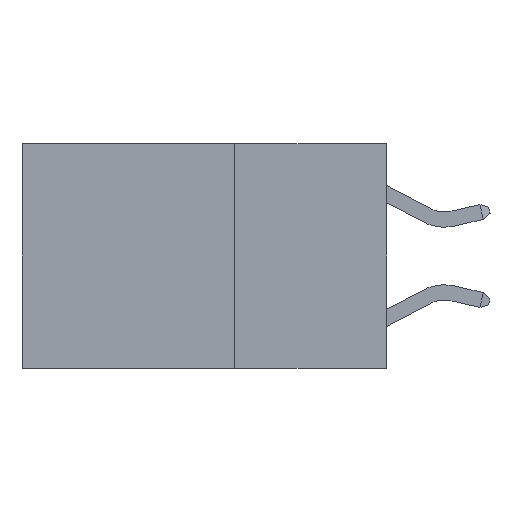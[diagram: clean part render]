
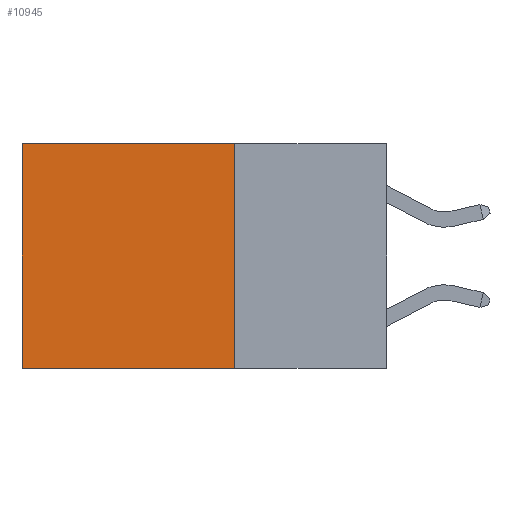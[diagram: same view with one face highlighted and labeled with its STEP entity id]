
A CAD part, left-side view. The second image highlights one B-rep face of the part: STEP entity #10945.
In plain terms, the highlighted planar face has unit normal (-1, 0, 0).
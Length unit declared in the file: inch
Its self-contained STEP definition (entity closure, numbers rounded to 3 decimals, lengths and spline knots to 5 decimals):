
#1820 = VERTEX_POINT ( 'NONE', #13818 ) ;
#2394 = DIRECTION ( 'NONE',  ( 1., 0., 0. ) ) ;
#2619 = CARTESIAN_POINT ( 'NONE',  ( 0.2625, 0.6, 0. ) ) ;
#3004 = VERTEX_POINT ( 'NONE', #6938 ) ;
#3384 = ORIENTED_EDGE ( 'NONE', *, *, #5372, .T. ) ;
#5372 = EDGE_CURVE ( 'NONE', #3004, #10617, #17122, .T. ) ;
#5440 = LINE ( 'NONE', #10090, #8624 ) ;
#6009 = ORIENTED_EDGE ( 'NONE', *, *, #11399, .F. ) ;
#6398 = CARTESIAN_POINT ( 'NONE',  ( 0.2625, 0.25, 0. ) ) ;
#6938 = CARTESIAN_POINT ( 'NONE',  ( 0.2625, 0.6, 0. ) ) ;
#6940 = VECTOR ( 'NONE', #9387, 39.37008 ) ;
#8077 = CARTESIAN_POINT ( 'NONE',  ( 0.2625, 0.25, -0.37 ) ) ;
#8099 = ORIENTED_EDGE ( 'NONE', *, *, #16446, .T. ) ;
#8624 = VECTOR ( 'NONE', #11435, 39.37008 ) ;
#9035 = VERTEX_POINT ( 'NONE', #15603 ) ;
#9053 = FACE_OUTER_BOUND ( 'NONE', #16629, .T. ) ;
#9387 = DIRECTION ( 'NONE',  ( 0., 1., 0. ) ) ;
#9515 = VECTOR ( 'NONE', #12007, 39.37008 ) ;
#9794 = VECTOR ( 'NONE', #11556, 39.37008 ) ;
#10090 = CARTESIAN_POINT ( 'NONE',  ( 0.2625, 0.25, 0. ) ) ;
#10617 = VERTEX_POINT ( 'NONE', #12496 ) ;
#10918 = LINE ( 'NONE', #8077, #6940 ) ;
#10945 = ADVANCED_FACE ( 'NONE', ( #9053 ), #17183, .F. ) ;
#11077 = EDGE_CURVE ( 'NONE', #1820, #10617, #10918, .T. ) ;
#11399 = EDGE_CURVE ( 'NONE', #9035, #1820, #5440, .T. ) ;
#11435 = DIRECTION ( 'NONE',  ( 0., 0., -1. ) ) ;
#11502 = CARTESIAN_POINT ( 'NONE',  ( 0.2625, 0.25, 0. ) ) ;
#11556 = DIRECTION ( 'NONE',  ( 0., 1., 0. ) ) ;
#11780 = DIRECTION ( 'NONE',  ( 0., 0., -1. ) ) ;
#12007 = DIRECTION ( 'NONE',  ( 0., 0., -1. ) ) ;
#12496 = CARTESIAN_POINT ( 'NONE',  ( 0.2625, 0.6, -0.37 ) ) ;
#13550 = ORIENTED_EDGE ( 'NONE', *, *, #11077, .F. ) ;
#13818 = CARTESIAN_POINT ( 'NONE',  ( 0.2625, 0.25, -0.37 ) ) ;
#14604 = AXIS2_PLACEMENT_3D ( 'NONE', #6398, #2394, #11780 ) ;
#15603 = CARTESIAN_POINT ( 'NONE',  ( 0.2625, 0.25, 0. ) ) ;
#16446 = EDGE_CURVE ( 'NONE', #9035, #3004, #16975, .T. ) ;
#16629 = EDGE_LOOP ( 'NONE', ( #3384, #13550, #6009, #8099 ) ) ;
#16975 = LINE ( 'NONE', #11502, #9794 ) ;
#17122 = LINE ( 'NONE', #2619, #9515 ) ;
#17183 = PLANE ( 'NONE',  #14604 ) ;
